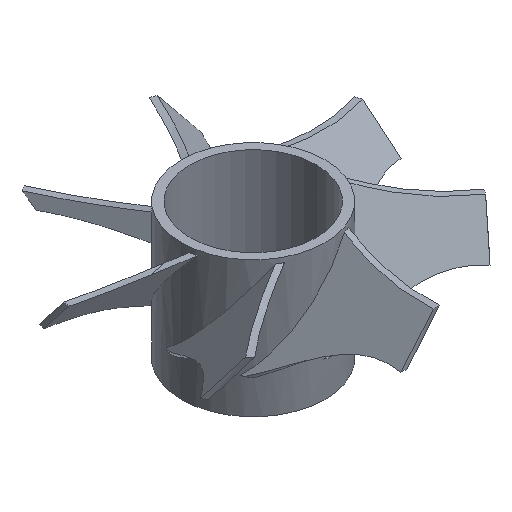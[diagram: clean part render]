
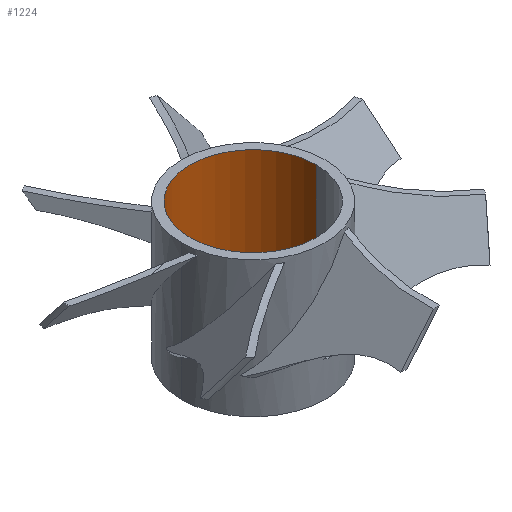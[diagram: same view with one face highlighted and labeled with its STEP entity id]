
A CAD part, isometric view. The second image highlights one B-rep face of the part: STEP entity #1224.
In plain terms, the highlighted cylindrical face has radius 16.51 mm (diameter 33.02 mm), a partial arc.
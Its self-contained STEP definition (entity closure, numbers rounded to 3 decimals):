
#19 = CARTESIAN_POINT ( 'NONE',  ( 0., 0., -35.56 ) ) ;
#40 = DIRECTION ( 'NONE',  ( 0., 0., -1. ) ) ;
#144 = DIRECTION ( 'NONE',  ( 0., 0., 1. ) ) ;
#200 = ORIENTED_EDGE ( 'NONE', *, *, #1169, .F. ) ;
#201 = VERTEX_POINT ( 'NONE', #601 ) ;
#258 = ORIENTED_EDGE ( 'NONE', *, *, #2158, .T. ) ;
#317 = DIRECTION ( 'NONE',  ( 0., 0., -1. ) ) ;
#323 = DIRECTION ( 'NONE',  ( -1., 0., 0. ) ) ;
#335 = AXIS2_PLACEMENT_3D ( 'NONE', #19, #520, #1579 ) ;
#389 = DIRECTION ( 'NONE',  ( -1., 0., 0. ) ) ;
#485 = CARTESIAN_POINT ( 'NONE',  ( -16.51, 0., 0. ) ) ;
#520 = DIRECTION ( 'NONE',  ( 0., 0., 1. ) ) ;
#551 = CYLINDRICAL_SURFACE ( 'NONE', #1117, 16.51 ) ;
#582 = VECTOR ( 'NONE', #745, 1000. ) ;
#601 = CARTESIAN_POINT ( 'NONE',  ( 16.51, 0., -35.56 ) ) ;
#660 = ORIENTED_EDGE ( 'NONE', *, *, #1110, .T. ) ;
#745 = DIRECTION ( 'NONE',  ( 0., 0., -1. ) ) ;
#906 = ORIENTED_EDGE ( 'NONE', *, *, #1745, .F. ) ;
#922 = CIRCLE ( 'NONE', #2159, 16.51 ) ;
#954 = VECTOR ( 'NONE', #317, 1000. ) ;
#1027 = CARTESIAN_POINT ( 'NONE',  ( -16.51, 0., 0. ) ) ;
#1108 = CIRCLE ( 'NONE', #335, 16.51 ) ;
#1110 = EDGE_CURVE ( 'NONE', #1484, #1257, #1513, .T. ) ;
#1117 = AXIS2_PLACEMENT_3D ( 'NONE', #1421, #40, #389 ) ;
#1168 = VERTEX_POINT ( 'NONE', #1597 ) ;
#1169 = EDGE_CURVE ( 'NONE', #201, #1257, #1108, .T. ) ;
#1213 = LINE ( 'NONE', #1304, #582 ) ;
#1224 = ADVANCED_FACE ( 'NONE', ( #1811 ), #551, .F. ) ;
#1257 = VERTEX_POINT ( 'NONE', #1796 ) ;
#1304 = CARTESIAN_POINT ( 'NONE',  ( 16.51, 0., 0. ) ) ;
#1421 = CARTESIAN_POINT ( 'NONE',  ( 0., 0., 0. ) ) ;
#1484 = VERTEX_POINT ( 'NONE', #1027 ) ;
#1513 = LINE ( 'NONE', #485, #954 ) ;
#1535 = CARTESIAN_POINT ( 'NONE',  ( 0., 0., 0. ) ) ;
#1579 = DIRECTION ( 'NONE',  ( -1., 0., 0. ) ) ;
#1597 = CARTESIAN_POINT ( 'NONE',  ( 16.51, 0., 0. ) ) ;
#1745 = EDGE_CURVE ( 'NONE', #1168, #201, #1213, .T. ) ;
#1775 = EDGE_LOOP ( 'NONE', ( #906, #258, #660, #200 ) ) ;
#1796 = CARTESIAN_POINT ( 'NONE',  ( -16.51, 0., -35.56 ) ) ;
#1811 = FACE_OUTER_BOUND ( 'NONE', #1775, .T. ) ;
#2158 = EDGE_CURVE ( 'NONE', #1168, #1484, #922, .T. ) ;
#2159 = AXIS2_PLACEMENT_3D ( 'NONE', #1535, #144, #323 ) ;
